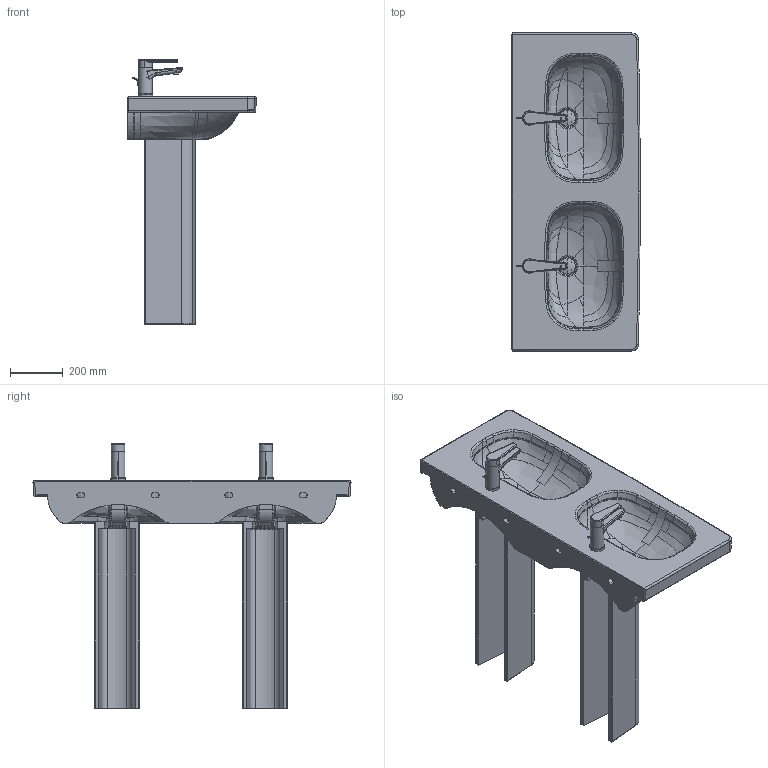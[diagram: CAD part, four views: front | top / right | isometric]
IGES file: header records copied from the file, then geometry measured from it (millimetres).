
Global section: file name: No Iges File Name specified; native system: Autodesk Inventor 2011; preprocessor: AutoDesk Inventor Iges Exporter R2011; author: Administrator; date: 20121105.184521; units: millimetre
Bounding box: 485 x 1200.2 x 999.82 mm (x, y, z)
Volume: 47474359.6 mm3; surface area: 3449525.8 mm2
Topology: 17 solids, 17 shells, 1141 faces, 2835 edges, 1704 vertices
Faces by surface type: bspline 678, cylinder 148, plane 143, revolution 90, torus 50, sphere 20, cone 12
